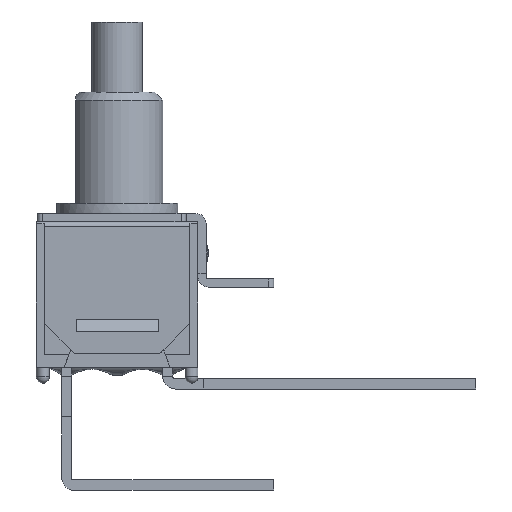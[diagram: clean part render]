
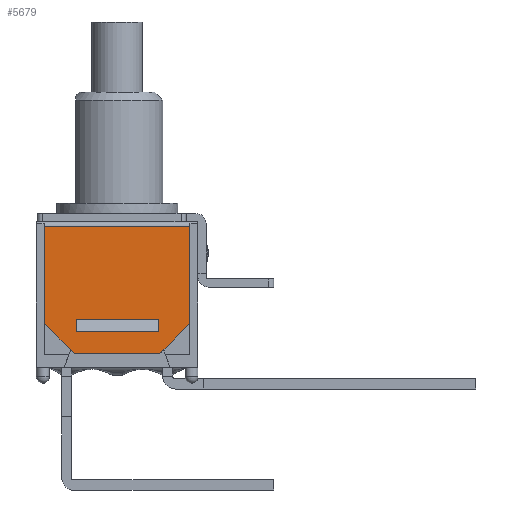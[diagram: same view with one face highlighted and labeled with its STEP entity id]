
A CAD part, front view. The second image highlights one B-rep face of the part: STEP entity #5679.
In plain terms, the highlighted planar face has unit normal (0, -1, 0).
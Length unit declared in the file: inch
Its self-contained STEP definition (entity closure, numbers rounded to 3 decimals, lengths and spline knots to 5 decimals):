
#3888=CARTESIAN_POINT('',(-0.0813,-0.1,0.07034));
#3889=VERTEX_POINT('',#3888);
#3896=CARTESIAN_POINT('',(-0.0813,-0.1,0.09567));
#3897=VERTEX_POINT('',#3896);
#3904=CARTESIAN_POINT('',(-0.0813,-0.1,0.07034));
#3905=DIRECTION('',(0.0,0.0,1.0));
#3906=VECTOR('',#3905,0.02533);
#3907=LINE('',#3904,#3906);
#3908=EDGE_CURVE('',#3889,#3897,#3907,.T.);
#4254=CARTESIAN_POINT('',(-0.1437,-0.1,0.27874));
#4255=VERTEX_POINT('',#4254);
#4263=CARTESIAN_POINT('',(0.1437,-0.1,0.27874));
#4264=VERTEX_POINT('',#4263);
#4265=CARTESIAN_POINT('',(-0.1437,-0.1,0.27874));
#4266=DIRECTION('',(1.0,0.0,0.0));
#4267=VECTOR('',#4266,0.2874);
#4268=LINE('',#4265,#4267);
#4269=EDGE_CURVE('',#4255,#4264,#4268,.T.);
#4314=CARTESIAN_POINT('',(0.1437,-0.1,0.08661));
#4315=VERTEX_POINT('',#4314);
#4316=CARTESIAN_POINT('',(0.1437,-0.1,0.08661));
#4317=DIRECTION('',(0.0,0.0,1.0));
#4318=VECTOR('',#4317,0.19213);
#4319=LINE('',#4316,#4318);
#4320=EDGE_CURVE('',#4315,#4264,#4319,.T.);
#4355=CARTESIAN_POINT('',(-0.1437,-0.1,0.08661));
#4356=VERTEX_POINT('',#4355);
#4363=CARTESIAN_POINT('',(-0.1437,-0.1,0.27874));
#4364=DIRECTION('',(0.0,0.0,-1.0));
#4365=VECTOR('',#4364,0.19213);
#4366=LINE('',#4363,#4365);
#4367=EDGE_CURVE('',#4255,#4356,#4366,.T.);
#4505=CARTESIAN_POINT('',(0.08465,-0.1,0.02756));
#4506=VERTEX_POINT('',#4505);
#4507=CARTESIAN_POINT('',(0.08465,-0.1,0.02756));
#4508=DIRECTION('',(0.707,0.0,0.707));
#4509=VECTOR('',#4508,0.08352);
#4510=LINE('',#4507,#4509);
#4511=EDGE_CURVE('',#4506,#4315,#4510,.T.);
#4568=CARTESIAN_POINT('',(-0.08465,-0.1,0.02756));
#4569=VERTEX_POINT('',#4568);
#4576=CARTESIAN_POINT('',(-0.1437,-0.1,0.08661));
#4577=DIRECTION('',(0.707,0.0,-0.707));
#4578=VECTOR('',#4577,0.08352);
#4579=LINE('',#4576,#4578);
#4580=EDGE_CURVE('',#4356,#4569,#4579,.T.);
#4642=CARTESIAN_POINT('',(0.0813,-0.1,0.07034));
#4643=VERTEX_POINT('',#4642);
#4652=CARTESIAN_POINT('',(0.0813,-0.1,0.09567));
#4653=VERTEX_POINT('',#4652);
#4654=CARTESIAN_POINT('',(0.0813,-0.1,0.09567));
#4655=DIRECTION('',(0.0,0.0,-1.0));
#4656=VECTOR('',#4655,0.02533);
#4657=LINE('',#4654,#4656);
#4658=EDGE_CURVE('',#4653,#4643,#4657,.T.);
#4681=CARTESIAN_POINT('',(-0.0813,-0.1,0.09567));
#4682=DIRECTION('',(1.0,0.0,0.0));
#4683=VECTOR('',#4682,0.1626);
#4684=LINE('',#4681,#4683);
#4685=EDGE_CURVE('',#3897,#4653,#4684,.T.);
#4697=CARTESIAN_POINT('',(0.08465,-0.1,0.02756));
#4698=DIRECTION('',(-1.0,0.0,0.0));
#4699=VECTOR('',#4698,0.16929);
#4700=LINE('',#4697,#4699);
#4701=EDGE_CURVE('',#4506,#4569,#4700,.T.);
#5169=CARTESIAN_POINT('',(-0.0813,-0.1,0.07034));
#5170=DIRECTION('',(1.0,0.0,0.0));
#5171=VECTOR('',#5170,0.1626);
#5172=LINE('',#5169,#5171);
#5173=EDGE_CURVE('',#3889,#4643,#5172,.T.);
#5660=CARTESIAN_POINT('',(-0.15807,-0.1,0.2913));
#5661=DIRECTION('',(0.0,-1.0,0.0));
#5662=DIRECTION('',(0.0,0.0,-1.0));
#5663=AXIS2_PLACEMENT_3D('',#5660,#5661,#5662);
#5664=PLANE('',#5663);
#5665=ORIENTED_EDGE('',*,*,#4269,.F.);
#5666=ORIENTED_EDGE('',*,*,#4367,.T.);
#5667=ORIENTED_EDGE('',*,*,#4580,.T.);
#5668=ORIENTED_EDGE('',*,*,#4701,.F.);
#5669=ORIENTED_EDGE('',*,*,#4511,.T.);
#5670=ORIENTED_EDGE('',*,*,#4320,.T.);
#5671=EDGE_LOOP('',(#5665,#5666,#5667,#5668,#5669,#5670));
#5672=FACE_OUTER_BOUND('',#5671,.T.);
#5673=ORIENTED_EDGE('',*,*,#5173,.F.);
#5674=ORIENTED_EDGE('',*,*,#3908,.T.);
#5675=ORIENTED_EDGE('',*,*,#4685,.T.);
#5676=ORIENTED_EDGE('',*,*,#4658,.T.);
#5677=EDGE_LOOP('',(#5673,#5674,#5675,#5676));
#5678=FACE_BOUND('',#5677,.T.);
#5679=ADVANCED_FACE('',(#5672,#5678),#5664,.T.);
